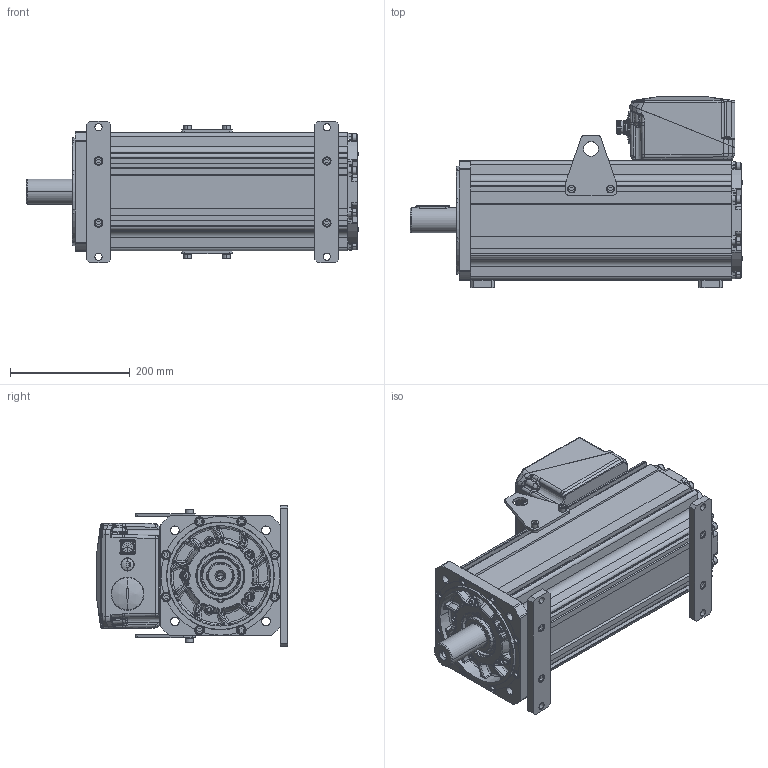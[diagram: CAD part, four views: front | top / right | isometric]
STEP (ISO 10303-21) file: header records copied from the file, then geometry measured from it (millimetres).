
FILE_DESCRIPTION((''),'2;1');
FILE_NAME('MOTOR_ASM_U31013_SW0001','2016-06-08T',('yanyerong'),(''),'PRO/ENGINEER BY PARAMETRIC TECHNOLOGY CORPORATION, 2010430','PRO/ENGINEER BY PARAMETRIC TECHNOLOGY CORPORATION, 2010430','');
FILE_SCHEMA(('CONFIG_CONTROL_DESIGN'));
Products named in the file (1): MOTOR_ASM_U31013_SW0001
Bounding box: 554 x 318.8 x 236 mm (x, y, z)
Surface area: 875541.9 mm2 (no closed solid volume)
Topology: 0 solids, 130 shells, 1811 faces, 5927 edges, 4199 vertices
Faces by surface type: plane 727, cylinder 437, bspline 270, torus 170, cone 148, sphere 59
Entity records: 96283 total; most frequent: CARTESIAN_POINT 47119, ORIENTED_EDGE 9691, DIRECTION 9674, EDGE_CURVE 5925, VERTEX_POINT 4199, AXIS2_PLACEMENT_3D 3518, VECTOR 2638, LINE 2638
